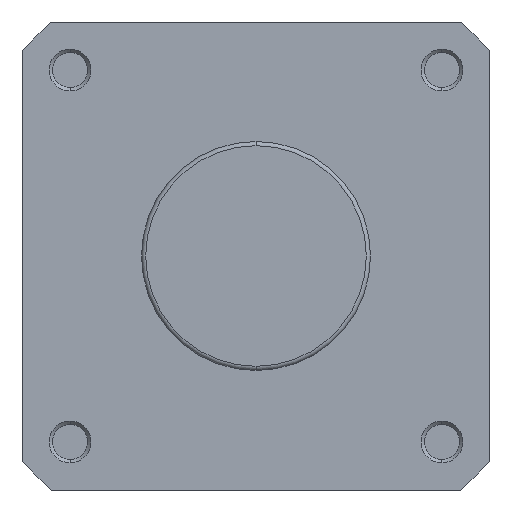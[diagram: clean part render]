
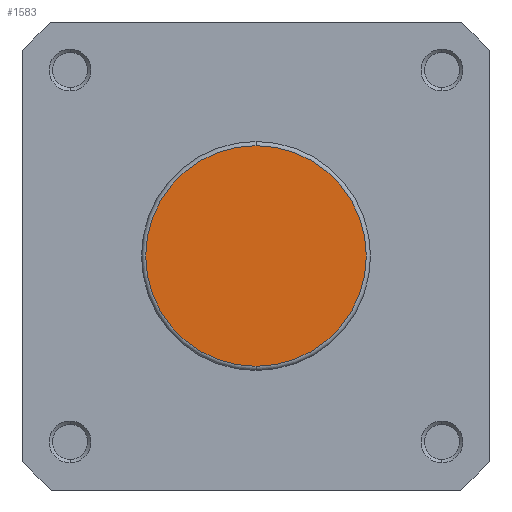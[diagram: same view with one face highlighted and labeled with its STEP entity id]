
A CAD part, left-side view. The second image highlights one B-rep face of the part: STEP entity #1583.
In plain terms, the highlighted planar face has unit normal (-1, 0, 0).
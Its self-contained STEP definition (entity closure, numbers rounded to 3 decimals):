
#242 = ORIENTED_EDGE ( 'NONE', *, *, #873, .T. ) ;
#243 = ORIENTED_EDGE ( 'NONE', *, *, #753, .T. ) ;
#753 = EDGE_CURVE ( 'NONE', #3027, #3026, #2712, .T. ) ;
#870 = AXIS2_PLACEMENT_3D ( 'NONE', #3448, #3449, #3450 ) ;
#873 = EDGE_CURVE ( 'NONE', #3026, #3027, #5573, .T. ) ;
#1024 = AXIS2_PLACEMENT_3D ( 'NONE', #3213, #3225, #3226 ) ;
#1583 = ADVANCED_FACE ( 'NONE', ( #2314 ), #4530, .F. ) ;
#2314 = FACE_OUTER_BOUND ( 'NONE', #2629, .T. ) ;
#2629 = EDGE_LOOP ( 'NONE', ( #243, #242 ) ) ;
#2712 = CIRCLE ( 'NONE', #1024, 26.4 ) ;
#3026 = VERTEX_POINT ( 'NONE', #5088 ) ;
#3027 = VERTEX_POINT ( 'NONE', #5089 ) ;
#3213 = CARTESIAN_POINT ( 'NONE',  ( 0., 0., 0. ) ) ;
#3225 = DIRECTION ( 'NONE',  ( -1., 0., 0. ) ) ;
#3226 = DIRECTION ( 'NONE',  ( 0., 0., -1. ) ) ;
#3448 = CARTESIAN_POINT ( 'NONE',  ( 0., 0., 0. ) ) ;
#3449 = DIRECTION ( 'NONE',  ( -1., 0., 0. ) ) ;
#3450 = DIRECTION ( 'NONE',  ( 0., 0., -1. ) ) ;
#4521 = CARTESIAN_POINT ( 'NONE',  ( 0., 27.4, 0. ) ) ;
#4530 = PLANE ( 'NONE',  #5368 ) ;
#4544 = DIRECTION ( 'NONE',  ( 1., 0., 0. ) ) ;
#4545 = DIRECTION ( 'NONE',  ( 0., 0., -1. ) ) ;
#5088 = CARTESIAN_POINT ( 'NONE',  ( 0., 0., 26.4 ) ) ;
#5089 = CARTESIAN_POINT ( 'NONE',  ( 0., 0., -26.4 ) ) ;
#5368 = AXIS2_PLACEMENT_3D ( 'NONE', #4521, #4544, #4545 ) ;
#5573 = CIRCLE ( 'NONE', #870, 26.4 ) ;
